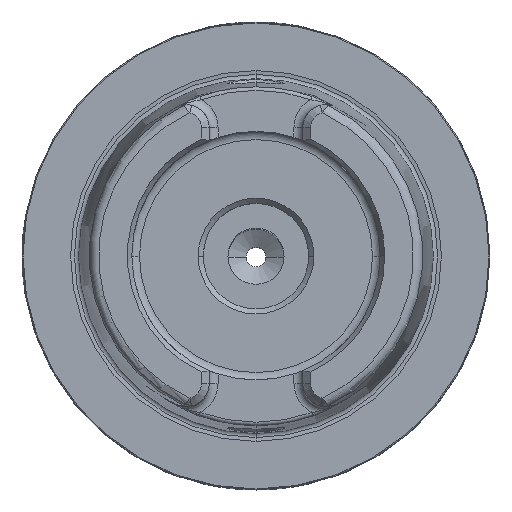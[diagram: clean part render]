
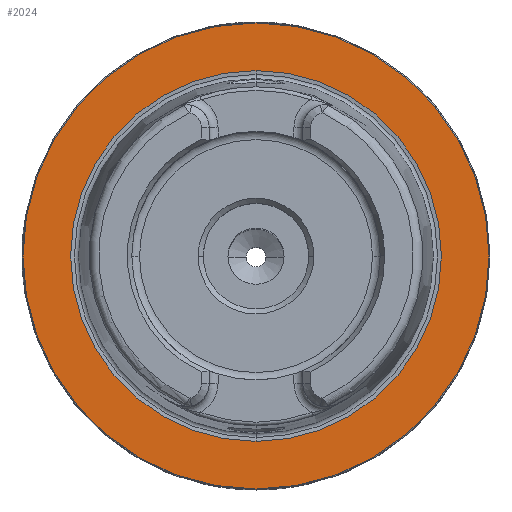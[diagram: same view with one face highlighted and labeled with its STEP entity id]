
A CAD part, top view. The second image highlights one B-rep face of the part: STEP entity #2024.
In plain terms, the highlighted planar face has unit normal (0, 0, 1).
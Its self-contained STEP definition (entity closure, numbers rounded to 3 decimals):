
#395 = PLANE ( 'NONE',  #2958 ) ;
#431 = CARTESIAN_POINT ( 'NONE',  ( 0., 49.965, 0. ) ) ;
#453 = CARTESIAN_POINT ( 'NONE',  ( 0., 0., 0. ) ) ;
#961 = EDGE_LOOP ( 'NONE', ( #4276, #2877 ) ) ;
#1311 = DIRECTION ( 'NONE',  ( 0., -1., 0. ) ) ;
#1331 = DIRECTION ( 'NONE',  ( 0., 1., 0. ) ) ;
#1398 = VERTEX_POINT ( 'NONE', #1613 ) ;
#1613 = CARTESIAN_POINT ( 'NONE',  ( 0., -39.59, 0. ) ) ;
#1761 = CARTESIAN_POINT ( 'NONE',  ( 0., 0., 0. ) ) ;
#1801 = CARTESIAN_POINT ( 'NONE',  ( 0., 0., 0. ) ) ;
#1829 = CARTESIAN_POINT ( 'NONE',  ( 0., 0., 0. ) ) ;
#2024 = ADVANCED_FACE ( 'NONE', ( #2831, #4609 ), #395, .T. ) ;
#2044 = AXIS2_PLACEMENT_3D ( 'NONE', #453, #6504, #1331 ) ;
#2413 = CARTESIAN_POINT ( 'NONE',  ( 0., 49.765, 0. ) ) ;
#2634 = DIRECTION ( 'NONE',  ( 0., 1., 0. ) ) ;
#2674 = DIRECTION ( 'NONE',  ( 0., -1., 0. ) ) ;
#2700 = DIRECTION ( 'NONE',  ( 0., -1., 0. ) ) ;
#2831 = FACE_OUTER_BOUND ( 'NONE', #961, .T. ) ;
#2877 = ORIENTED_EDGE ( 'NONE', *, *, #8336, .T. ) ;
#2958 = AXIS2_PLACEMENT_3D ( 'NONE', #431, #6488, #1311 ) ;
#3064 = CARTESIAN_POINT ( 'NONE',  ( 0., 39.59, 0. ) ) ;
#3226 = EDGE_LOOP ( 'NONE', ( #6291, #9989 ) ) ;
#3772 = EDGE_CURVE ( 'NONE', #10038, #1398, #4722, .T. ) ;
#3845 = VERTEX_POINT ( 'NONE', #10461 ) ;
#4156 = AXIS2_PLACEMENT_3D ( 'NONE', #1801, #7853, #2674 ) ;
#4276 = ORIENTED_EDGE ( 'NONE', *, *, #10156, .T. ) ;
#4609 = FACE_BOUND ( 'NONE', #3226, .T. ) ;
#4722 = CIRCLE ( 'NONE', #5385, 39.59 ) ;
#4923 = CIRCLE ( 'NONE', #10614, 49.765 ) ;
#5385 = AXIS2_PLACEMENT_3D ( 'NONE', #1761, #7810, #2634 ) ;
#6291 = ORIENTED_EDGE ( 'NONE', *, *, #7949, .T. ) ;
#6488 = DIRECTION ( 'NONE',  ( 0., 0., 1. ) ) ;
#6504 = DIRECTION ( 'NONE',  ( 0., 0., -1. ) ) ;
#7501 = CIRCLE ( 'NONE', #2044, 39.59 ) ;
#7810 = DIRECTION ( 'NONE',  ( 0., 0., -1. ) ) ;
#7853 = DIRECTION ( 'NONE',  ( 0., 0., 1. ) ) ;
#7879 = DIRECTION ( 'NONE',  ( 0., 0., 1. ) ) ;
#7949 = EDGE_CURVE ( 'NONE', #1398, #10038, #7501, .T. ) ;
#8153 = VERTEX_POINT ( 'NONE', #2413 ) ;
#8336 = EDGE_CURVE ( 'NONE', #8153, #3845, #8849, .T. ) ;
#8849 = CIRCLE ( 'NONE', #4156, 49.765 ) ;
#9989 = ORIENTED_EDGE ( 'NONE', *, *, #3772, .T. ) ;
#10038 = VERTEX_POINT ( 'NONE', #3064 ) ;
#10156 = EDGE_CURVE ( 'NONE', #3845, #8153, #4923, .T. ) ;
#10461 = CARTESIAN_POINT ( 'NONE',  ( 0., -49.765, 0. ) ) ;
#10614 = AXIS2_PLACEMENT_3D ( 'NONE', #1829, #7879, #2700 ) ;
